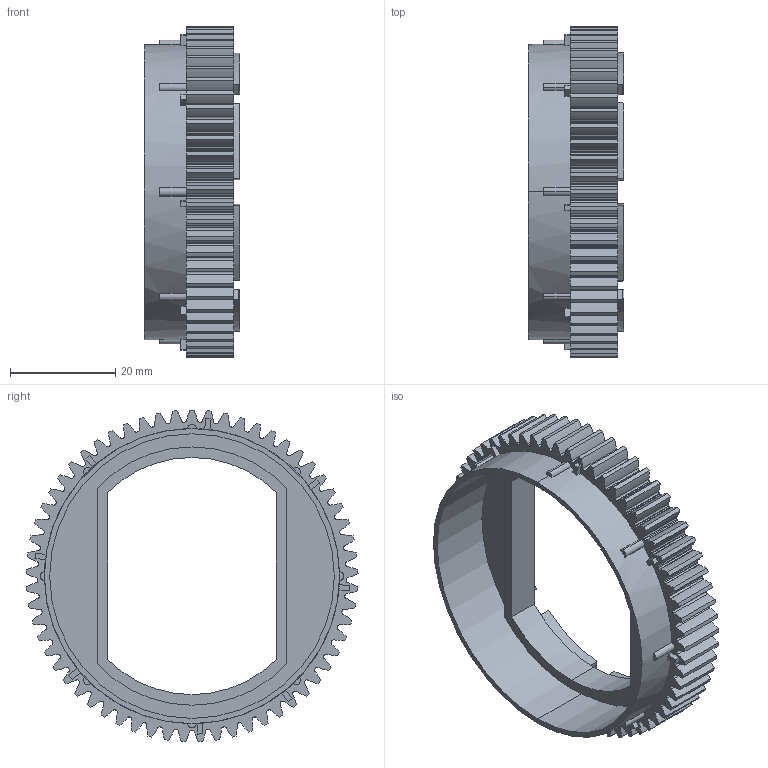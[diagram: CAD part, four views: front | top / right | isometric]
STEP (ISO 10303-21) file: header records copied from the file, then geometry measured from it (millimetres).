
FILE_DESCRIPTION (( 'STEP AP214' ), '1' );
FILE_NAME ('gear_main.STEP', '2019-06-05T16:30:55', ( '' ), ( '' ), 'SwSTEP 2.0', 'SolidWorks 2016', '' );
FILE_SCHEMA (( 'AUTOMOTIVE_DESIGN' ));
Length unit declared in the file: millimetre
Products named in the file (1): gear_main
Bounding box: 18.2 x 62.99 x 62.98 mm (x, y, z)
Surface area: 12052.2 mm2 (no closed solid volume)
Topology: 0 solids, 1 shells, 537 faces, 1577 edges, 1046 vertices
Faces by surface type: cylinder 455, plane 82
Entity records: 24391 total; most frequent: DIRECTION 3555, CARTESIAN_POINT 3301, ORIENTED_EDGE 3154, EDGE_CURVE 1577, AXIS2_PLACEMENT_3D 1468, VERTEX_POINT 1046, CIRCLE 930, VECTOR 619
